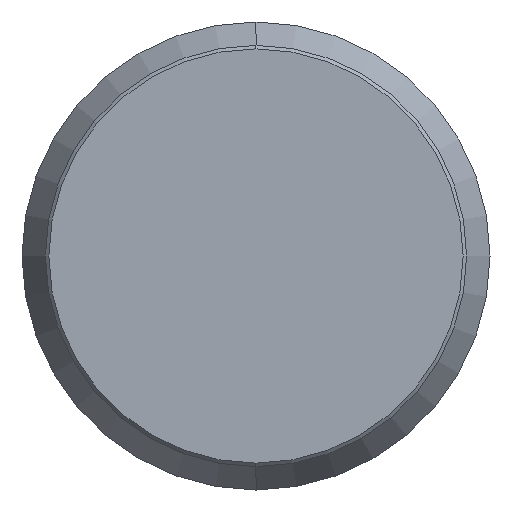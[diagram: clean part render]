
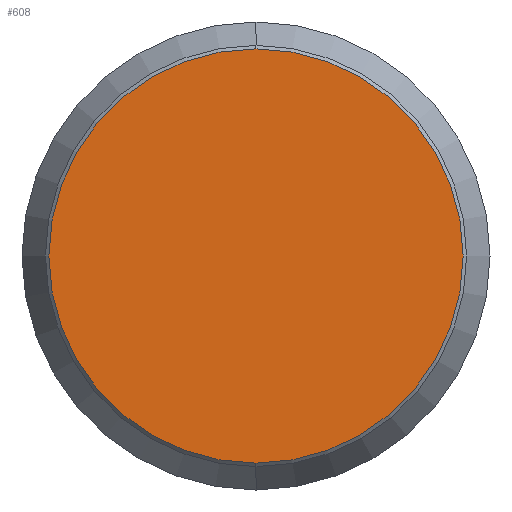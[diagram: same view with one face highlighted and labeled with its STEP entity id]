
A CAD part, left-side view. The second image highlights one B-rep face of the part: STEP entity #608.
In plain terms, the highlighted planar face has unit normal (-1, 0, 0).
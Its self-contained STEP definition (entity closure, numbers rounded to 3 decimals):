
#26 = AXIS2_PLACEMENT_3D ( 'NONE', #435, #283, #41 ) ;
#41 = DIRECTION ( 'NONE',  ( 0., 0., 1. ) ) ;
#50 = CARTESIAN_POINT ( 'NONE',  ( 0., 0., 0. ) ) ;
#70 = ORIENTED_EDGE ( 'NONE', *, *, #331, .T. ) ;
#76 = CIRCLE ( 'NONE', #26, 17.7 ) ;
#80 = CARTESIAN_POINT ( 'NONE',  ( 0., 0., 17.7 ) ) ;
#89 = PLANE ( 'NONE',  #447 ) ;
#95 = EDGE_LOOP ( 'NONE', ( #271, #70 ) ) ;
#107 = CIRCLE ( 'NONE', #394, 17.7 ) ;
#127 = CARTESIAN_POINT ( 'NONE',  ( 0., 0., 0. ) ) ;
#165 = FACE_OUTER_BOUND ( 'NONE', #95, .T. ) ;
#177 = DIRECTION ( 'NONE',  ( -1., 0., 0. ) ) ;
#199 = DIRECTION ( 'NONE',  ( 1., 0., 0. ) ) ;
#271 = ORIENTED_EDGE ( 'NONE', *, *, #374, .T. ) ;
#283 = DIRECTION ( 'NONE',  ( -1., 0., 0. ) ) ;
#305 = VERTEX_POINT ( 'NONE', #478 ) ;
#331 = EDGE_CURVE ( 'NONE', #363, #305, #76, .T. ) ;
#363 = VERTEX_POINT ( 'NONE', #80 ) ;
#374 = EDGE_CURVE ( 'NONE', #305, #363, #107, .T. ) ;
#385 = DIRECTION ( 'NONE',  ( 0., 0., 1. ) ) ;
#394 = AXIS2_PLACEMENT_3D ( 'NONE', #127, #177, #385 ) ;
#435 = CARTESIAN_POINT ( 'NONE',  ( 0., 0., 0. ) ) ;
#439 = DIRECTION ( 'NONE',  ( 0., 0., -1. ) ) ;
#447 = AXIS2_PLACEMENT_3D ( 'NONE', #50, #199, #439 ) ;
#478 = CARTESIAN_POINT ( 'NONE',  ( 0., 0., -17.7 ) ) ;
#608 = ADVANCED_FACE ( 'NONE', ( #165 ), #89, .F. ) ;
